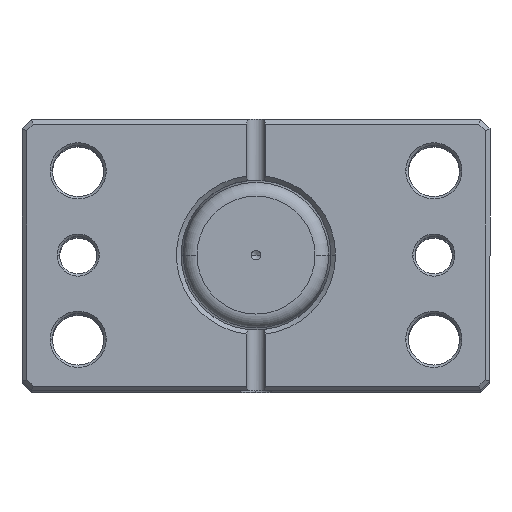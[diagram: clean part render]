
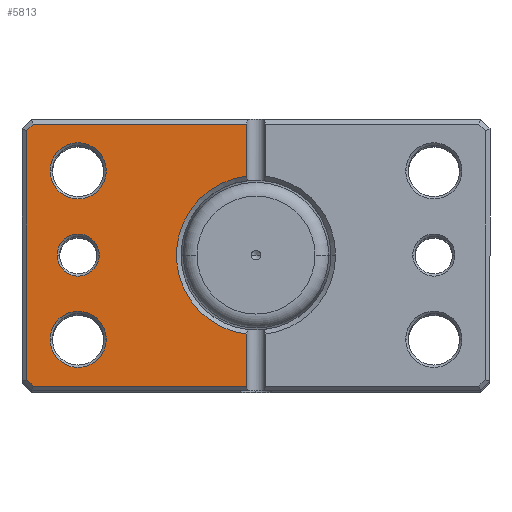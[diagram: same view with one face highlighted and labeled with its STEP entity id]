
A CAD part, top view. The second image highlights one B-rep face of the part: STEP entity #5813.
In plain terms, the highlighted face is planar.
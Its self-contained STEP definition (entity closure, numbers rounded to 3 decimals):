
#92 = LINE ( 'NONE', #6242, #7071 ) ;
#149 = VERTEX_POINT ( 'NONE', #4811 ) ;
#198 = ORIENTED_EDGE ( 'NONE', *, *, #1150, .T. ) ;
#205 = EDGE_CURVE ( 'NONE', #3161, #1298, #6850, .T. ) ;
#218 = CIRCLE ( 'NONE', #2846, 6. ) ;
#241 = EDGE_CURVE ( 'NONE', #2484, #6300, #3910, .T. ) ;
#286 = EDGE_LOOP ( 'NONE', ( #2021, #198 ) ) ;
#308 = CIRCLE ( 'NONE', #2584, 4.5 ) ;
#396 = CARTESIAN_POINT ( 'NONE',  ( 44., 18., 0. ) ) ;
#598 = ORIENTED_EDGE ( 'NONE', *, *, #1027, .T. ) ;
#642 = AXIS2_PLACEMENT_3D ( 'NONE', #869, #4701, #1422 ) ;
#772 = PLANE ( 'NONE',  #993 ) ;
#830 = VERTEX_POINT ( 'NONE', #6866 ) ;
#869 = CARTESIAN_POINT ( 'NONE',  ( 0., 0., 0. ) ) ;
#993 = AXIS2_PLACEMENT_3D ( 'NONE', #4625, #1342, #5184 ) ;
#999 = ORIENTED_EDGE ( 'NONE', *, *, #4910, .T. ) ;
#1020 = LINE ( 'NONE', #5995, #3753 ) ;
#1027 = EDGE_CURVE ( 'NONE', #1763, #4919, #6545, .T. ) ;
#1038 = ORIENTED_EDGE ( 'NONE', *, *, #7008, .T. ) ;
#1055 = CARTESIAN_POINT ( 'NONE',  ( 2., 16.882, 0. ) ) ;
#1106 = CIRCLE ( 'NONE', #642, 17. ) ;
#1132 = DIRECTION ( 'NONE',  ( 0., 0., 1. ) ) ;
#1133 = CARTESIAN_POINT ( 'NONE',  ( 2., -28., 0. ) ) ;
#1150 = EDGE_CURVE ( 'NONE', #1910, #2014, #3079, .T. ) ;
#1298 = VERTEX_POINT ( 'NONE', #1957 ) ;
#1342 = DIRECTION ( 'NONE',  ( 0., 0., 1. ) ) ;
#1422 = DIRECTION ( 'NONE',  ( 1., 0., 0. ) ) ;
#1454 = DIRECTION ( 'NONE',  ( 1., 0., 0. ) ) ;
#1477 = CARTESIAN_POINT ( 'NONE',  ( 2., 29., 0. ) ) ;
#1530 = DIRECTION ( 'NONE',  ( 0., 0., 1. ) ) ;
#1594 = EDGE_LOOP ( 'NONE', ( #2788, #999, #4849, #3030, #598, #4094, #1038, #2148 ) ) ;
#1633 = VECTOR ( 'NONE', #4202, 1000. ) ;
#1746 = EDGE_LOOP ( 'NONE', ( #5870, #6984 ) ) ;
#1763 = VERTEX_POINT ( 'NONE', #5630 ) ;
#1785 = CIRCLE ( 'NONE', #2323, 4.5 ) ;
#1792 = CARTESIAN_POINT ( 'NONE',  ( 38., -18., 0. ) ) ;
#1891 = VERTEX_POINT ( 'NONE', #5304 ) ;
#1910 = VERTEX_POINT ( 'NONE', #396 ) ;
#1925 = LINE ( 'NONE', #6293, #3203 ) ;
#1957 = CARTESIAN_POINT ( 'NONE',  ( 2., 28., 0. ) ) ;
#2014 = VERTEX_POINT ( 'NONE', #6089 ) ;
#2021 = ORIENTED_EDGE ( 'NONE', *, *, #5019, .T. ) ;
#2082 = AXIS2_PLACEMENT_3D ( 'NONE', #2470, #6320, #3009 ) ;
#2139 = VERTEX_POINT ( 'NONE', #1133 ) ;
#2148 = ORIENTED_EDGE ( 'NONE', *, *, #4234, .T. ) ;
#2159 = VECTOR ( 'NONE', #5026, 1000. ) ;
#2323 = AXIS2_PLACEMENT_3D ( 'NONE', #4401, #1132, #4958 ) ;
#2393 = DIRECTION ( 'NONE',  ( 0., -1., 0. ) ) ;
#2448 = DIRECTION ( 'NONE',  ( -0.707, -0.707, 0. ) ) ;
#2470 = CARTESIAN_POINT ( 'NONE',  ( 38., -18., 0. ) ) ;
#2484 = VERTEX_POINT ( 'NONE', #4248 ) ;
#2557 = FACE_BOUND ( 'NONE', #1746, .T. ) ;
#2584 = AXIS2_PLACEMENT_3D ( 'NONE', #2878, #6732, #3428 ) ;
#2607 = CARTESIAN_POINT ( 'NONE',  ( 42.5, 0., 0. ) ) ;
#2629 = VECTOR ( 'NONE', #3525, 1000. ) ;
#2682 = DIRECTION ( 'NONE',  ( 1., 0., 0. ) ) ;
#2769 = CARTESIAN_POINT ( 'NONE',  ( 38., 18., 0. ) ) ;
#2788 = ORIENTED_EDGE ( 'NONE', *, *, #3563, .T. ) ;
#2846 = AXIS2_PLACEMENT_3D ( 'NONE', #2769, #6626, #3309 ) ;
#2878 = CARTESIAN_POINT ( 'NONE',  ( 38., 0., 0. ) ) ;
#3009 = DIRECTION ( 'NONE',  ( 1., 0., 0. ) ) ;
#3016 = EDGE_LOOP ( 'NONE', ( #6762, #6590 ) ) ;
#3030 = ORIENTED_EDGE ( 'NONE', *, *, #6096, .T. ) ;
#3041 = VERTEX_POINT ( 'NONE', #2607 ) ;
#3070 = LINE ( 'NONE', #3664, #1633 ) ;
#3079 = CIRCLE ( 'NONE', #4367, 6. ) ;
#3161 = VERTEX_POINT ( 'NONE', #1055 ) ;
#3171 = LINE ( 'NONE', #5803, #5764 ) ;
#3203 = VECTOR ( 'NONE', #2448, 1000. ) ;
#3309 = DIRECTION ( 'NONE',  ( 1., 0., 0. ) ) ;
#3428 = DIRECTION ( 'NONE',  ( 1., 0., 0. ) ) ;
#3448 = EDGE_CURVE ( 'NONE', #4919, #1891, #92, .T. ) ;
#3525 = DIRECTION ( 'NONE',  ( 0., 1., 0. ) ) ;
#3563 = EDGE_CURVE ( 'NONE', #2139, #6743, #3171, .T. ) ;
#3664 = CARTESIAN_POINT ( 'NONE',  ( 0., -28., 0. ) ) ;
#3666 = CIRCLE ( 'NONE', #2082, 6. ) ;
#3753 = VECTOR ( 'NONE', #2682, 1000. ) ;
#3844 = FACE_OUTER_BOUND ( 'NONE', #1594, .T. ) ;
#3910 = CIRCLE ( 'NONE', #4120, 6. ) ;
#4094 = ORIENTED_EDGE ( 'NONE', *, *, #3448, .T. ) ;
#4120 = AXIS2_PLACEMENT_3D ( 'NONE', #1792, #1530, #1454 ) ;
#4128 = CARTESIAN_POINT ( 'NONE',  ( 49., 26.586, 0. ) ) ;
#4190 = CARTESIAN_POINT ( 'NONE',  ( 38., 18., 0. ) ) ;
#4202 = DIRECTION ( 'NONE',  ( -1., 0., 0. ) ) ;
#4234 = EDGE_CURVE ( 'NONE', #830, #2139, #3070, .T. ) ;
#4248 = CARTESIAN_POINT ( 'NONE',  ( 32., -18., 0. ) ) ;
#4354 = FACE_BOUND ( 'NONE', #3016, .T. ) ;
#4367 = AXIS2_PLACEMENT_3D ( 'NONE', #4190, #6133, #4487 ) ;
#4401 = CARTESIAN_POINT ( 'NONE',  ( 38., 0., 0. ) ) ;
#4487 = DIRECTION ( 'NONE',  ( 1., 0., 0. ) ) ;
#4625 = CARTESIAN_POINT ( 'NONE',  ( 0., 0., 0. ) ) ;
#4701 = DIRECTION ( 'NONE',  ( 0., 0., 1. ) ) ;
#4771 = CARTESIAN_POINT ( 'NONE',  ( 2., -16.882, 0. ) ) ;
#4811 = CARTESIAN_POINT ( 'NONE',  ( 33.5, 0., 0. ) ) ;
#4849 = ORIENTED_EDGE ( 'NONE', *, *, #205, .T. ) ;
#4910 = EDGE_CURVE ( 'NONE', #6743, #3161, #1106, .T. ) ;
#4919 = VERTEX_POINT ( 'NONE', #4128 ) ;
#4958 = DIRECTION ( 'NONE',  ( 1., 0., 0. ) ) ;
#5019 = EDGE_CURVE ( 'NONE', #2014, #1910, #218, .T. ) ;
#5026 = DIRECTION ( 'NONE',  ( 0.707, -0.707, 0. ) ) ;
#5184 = DIRECTION ( 'NONE',  ( 1., 0., 0. ) ) ;
#5304 = CARTESIAN_POINT ( 'NONE',  ( 49., -26.586, 0. ) ) ;
#5309 = FACE_BOUND ( 'NONE', #286, .T. ) ;
#5630 = CARTESIAN_POINT ( 'NONE',  ( 47.586, 28., 0. ) ) ;
#5706 = EDGE_CURVE ( 'NONE', #3041, #149, #308, .T. ) ;
#5764 = VECTOR ( 'NONE', #6356, 1000. ) ;
#5803 = CARTESIAN_POINT ( 'NONE',  ( 2., 29., 0. ) ) ;
#5813 = ADVANCED_FACE ( 'NONE', ( #2557, #4354, #5309, #3844 ), #772, .F. ) ;
#5839 = EDGE_CURVE ( 'NONE', #6300, #2484, #3666, .T. ) ;
#5870 = ORIENTED_EDGE ( 'NONE', *, *, #6204, .T. ) ;
#5957 = CARTESIAN_POINT ( 'NONE',  ( 44., -18., 0. ) ) ;
#5995 = CARTESIAN_POINT ( 'NONE',  ( 0., 28., 0. ) ) ;
#6083 = CARTESIAN_POINT ( 'NONE',  ( 37.793, 37.793, 0. ) ) ;
#6089 = CARTESIAN_POINT ( 'NONE',  ( 32., 18., 0. ) ) ;
#6096 = EDGE_CURVE ( 'NONE', #1298, #1763, #1020, .T. ) ;
#6133 = DIRECTION ( 'NONE',  ( 0., 0., 1. ) ) ;
#6204 = EDGE_CURVE ( 'NONE', #149, #3041, #1785, .T. ) ;
#6242 = CARTESIAN_POINT ( 'NONE',  ( 49., 0., 0. ) ) ;
#6293 = CARTESIAN_POINT ( 'NONE',  ( 37.793, -37.793, 0. ) ) ;
#6300 = VERTEX_POINT ( 'NONE', #5957 ) ;
#6320 = DIRECTION ( 'NONE',  ( 0., 0., 1. ) ) ;
#6356 = DIRECTION ( 'NONE',  ( 0., 1., 0. ) ) ;
#6545 = LINE ( 'NONE', #6083, #2159 ) ;
#6590 = ORIENTED_EDGE ( 'NONE', *, *, #5839, .T. ) ;
#6626 = DIRECTION ( 'NONE',  ( 0., 0., 1. ) ) ;
#6732 = DIRECTION ( 'NONE',  ( 0., 0., 1. ) ) ;
#6743 = VERTEX_POINT ( 'NONE', #4771 ) ;
#6762 = ORIENTED_EDGE ( 'NONE', *, *, #241, .T. ) ;
#6850 = LINE ( 'NONE', #1477, #2629 ) ;
#6866 = CARTESIAN_POINT ( 'NONE',  ( 47.586, -28., 0. ) ) ;
#6984 = ORIENTED_EDGE ( 'NONE', *, *, #5706, .T. ) ;
#7008 = EDGE_CURVE ( 'NONE', #1891, #830, #1925, .T. ) ;
#7071 = VECTOR ( 'NONE', #2393, 1000. ) ;
